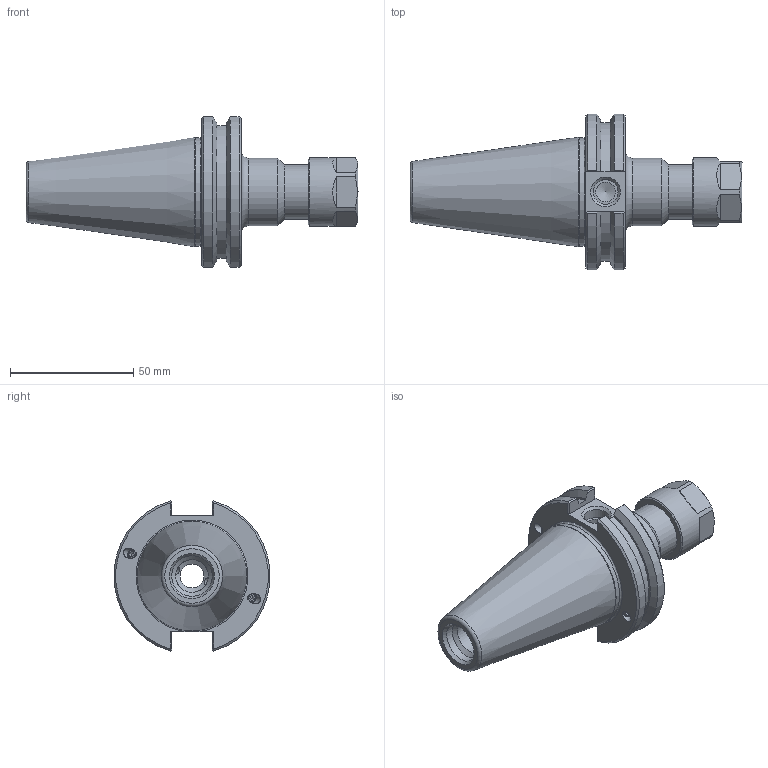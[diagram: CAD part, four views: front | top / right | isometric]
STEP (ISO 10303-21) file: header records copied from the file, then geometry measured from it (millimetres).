
FILE_DESCRIPTION((''),'2;1');
FILE_NAME('C40BC-16ERP262.iam.stp','2014-06-23T10:31:47',(''),(''),'Autodesk Inventor 2012','Autodesk Inventor 2012','');
FILE_SCHEMA(('AUTOMOTIVE_DESIGN { 1 0 10303 214 1 1 1 1 }'));
Length unit declared in the file: inch
Products named in the file (5): C40BC-16ERP262; C40BCB-16ER2-1; 029-965; 16ERHPN
Assembly tree (7 placements, depth 3):
  C40BC-16ERP262
    C40BCB-16ER2-1
      C40BCB-16ER2-1
      029-965  x4
    16ERHPN
Bounding box: 134.81 x 63.26 x 61.05 mm (x, y, z)
Volume: 120074.1 mm3; surface area: 29701.9 mm2
Topology: 7 solids, 7 shells, 192 faces, 444 edges, 285 vertices
Faces by surface type: plane 96, cylinder 45, cone 39, torus 8, sphere 4
Full cylindrical faces by diameter (mm): 3.3 x4, 4 x8, 4.1 x4, 4.2 x4, 8 x1, 9.728 x1, 10.046 x1, 11.176 x1, 12.04 x1, 13.386 x1, 16.002 x1, 16.459 x1, 17.01 x1, 17.112 x1, 17.272 x1, 20.066 x1, 20.168 x1, 20.676 x1, 22 x1, 22.428 x1, 27.432 x1, 27.737 x1, 43.942 x1
Entity records: 4115 total; most frequent: CARTESIAN_POINT 825, DIRECTION 655, ORIENTED_EDGE 542, AXIS2_PLACEMENT_3D 275, EDGE_CURVE 271, EDGE_LOOP 229, VERTEX_POINT 206, FACE_OUTER_BOUND 144
